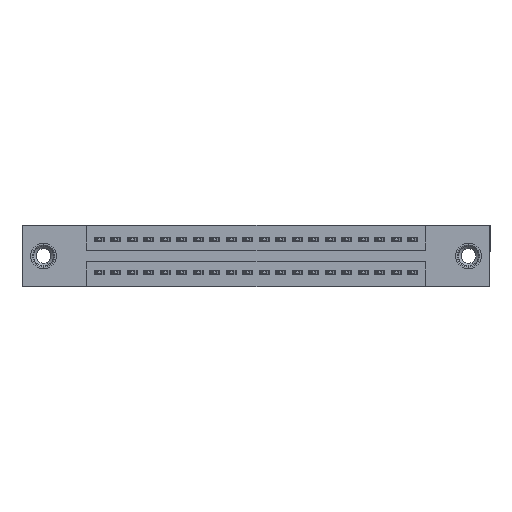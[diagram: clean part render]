
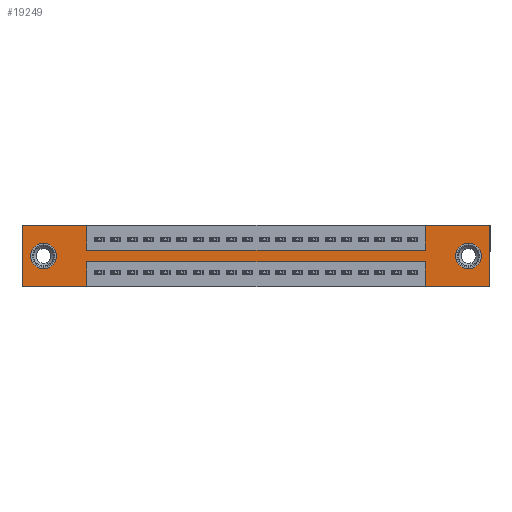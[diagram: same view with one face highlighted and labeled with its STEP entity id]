
A CAD part, front view. The second image highlights one B-rep face of the part: STEP entity #19249.
In plain terms, the highlighted planar face has unit normal (0, -1, 0).
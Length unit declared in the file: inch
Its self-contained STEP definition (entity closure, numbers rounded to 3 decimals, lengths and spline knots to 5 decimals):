
#34 = VECTOR ( 'NONE', #4085, 39.37008 ) ;
#88 = CARTESIAN_POINT ( 'NONE',  ( 0.3925, 0., -0.15 ) ) ;
#135 = AXIS2_PLACEMENT_3D ( 'NONE', #689, #12162, #2401 ) ;
#225 = ORIENTED_EDGE ( 'NONE', *, *, #8156, .T. ) ;
#301 = VERTEX_POINT ( 'NONE', #10079 ) ;
#637 = ORIENTED_EDGE ( 'NONE', *, *, #12362, .F. ) ;
#689 = CARTESIAN_POINT ( 'NONE',  ( 2.705, 0., -0.185 ) ) ;
#695 = VERTEX_POINT ( 'NONE', #4827 ) ;
#719 = ORIENTED_EDGE ( 'NONE', *, *, #2443, .F. ) ;
#750 = EDGE_CURVE ( 'NONE', #7896, #4385, #3496, .T. ) ;
#912 = ORIENTED_EDGE ( 'NONE', *, *, #750, .F. ) ;
#975 = ORIENTED_EDGE ( 'NONE', *, *, #6157, .F. ) ;
#1256 = VERTEX_POINT ( 'NONE', #2269 ) ;
#1267 = EDGE_CURVE ( 'NONE', #19114, #17678, #6892, .T. ) ;
#1677 = ORIENTED_EDGE ( 'NONE', *, *, #13580, .F. ) ;
#1780 = ORIENTED_EDGE ( 'NONE', *, *, #12469, .F. ) ;
#1809 = ORIENTED_EDGE ( 'NONE', *, *, #2468, .F. ) ;
#1903 = EDGE_CURVE ( 'NONE', #2730, #301, #20143, .T. ) ;
#1947 = DIRECTION ( 'NONE',  ( 0., 0., -1. ) ) ;
#1955 = ORIENTED_EDGE ( 'NONE', *, *, #10077, .T. ) ;
#2009 = ORIENTED_EDGE ( 'NONE', *, *, #1903, .F. ) ;
#2152 = VERTEX_POINT ( 'NONE', #11332 ) ;
#2155 = VECTOR ( 'NONE', #7007, 39.37008 ) ;
#2186 = VECTOR ( 'NONE', #10654, 39.37008 ) ;
#2197 = DIRECTION ( 'NONE',  ( 1., 0., 0. ) ) ;
#2269 = CARTESIAN_POINT ( 'NONE',  ( 0., 0., -0.37 ) ) ;
#2368 = ORIENTED_EDGE ( 'NONE', *, *, #4762, .F. ) ;
#2401 = DIRECTION ( 'NONE',  ( 0., 0., -1. ) ) ;
#2403 = ORIENTED_EDGE ( 'NONE', *, *, #1267, .F. ) ;
#2420 = CARTESIAN_POINT ( 'NONE',  ( 0., 0., 0. ) ) ;
#2443 = EDGE_CURVE ( 'NONE', #4385, #3287, #3702, .T. ) ;
#2468 = EDGE_CURVE ( 'NONE', #301, #4261, #2622, .T. ) ;
#2500 = CARTESIAN_POINT ( 'NONE',  ( 2.4425, 0., -0.37 ) ) ;
#2622 = LINE ( 'NONE', #6573, #6580 ) ;
#2730 = VERTEX_POINT ( 'NONE', #88 ) ;
#2754 = ORIENTED_EDGE ( 'NONE', *, *, #17508, .T. ) ;
#3159 = CARTESIAN_POINT ( 'NONE',  ( 0.13, 0., -0.185 ) ) ;
#3187 = VECTOR ( 'NONE', #15176, 39.37008 ) ;
#3287 = VERTEX_POINT ( 'NONE', #14504 ) ;
#3375 = ORIENTED_EDGE ( 'NONE', *, *, #16177, .F. ) ;
#3496 = LINE ( 'NONE', #4016, #34 ) ;
#3611 = ORIENTED_EDGE ( 'NONE', *, *, #5936, .F. ) ;
#3702 = LINE ( 'NONE', #6784, #19645 ) ;
#3780 = VECTOR ( 'NONE', #9172, 39.37008 ) ;
#3813 = CARTESIAN_POINT ( 'NONE',  ( 0.3925, 0., -0.37 ) ) ;
#3857 = EDGE_LOOP ( 'NONE', ( #637, #719, #912, #975, #1677, #1780, #1809, #2009, #2368, #2403, #3375, #3611 ) ) ;
#4016 = CARTESIAN_POINT ( 'NONE',  ( 2.4425, 0., -0.37 ) ) ;
#4038 = VECTOR ( 'NONE', #19077, 39.37008 ) ;
#4085 = DIRECTION ( 'NONE',  ( 0., 0., 1. ) ) ;
#4245 = CARTESIAN_POINT ( 'NONE',  ( 0.3925, 0., 0. ) ) ;
#4261 = VERTEX_POINT ( 'NONE', #5815 ) ;
#4385 = VERTEX_POINT ( 'NONE', #7772 ) ;
#4540 = CARTESIAN_POINT ( 'NONE',  ( 0.13, 0., -0.185 ) ) ;
#4762 = EDGE_CURVE ( 'NONE', #17678, #2730, #8994, .T. ) ;
#4827 = CARTESIAN_POINT ( 'NONE',  ( 2.835, 0., 0. ) ) ;
#4847 = DIRECTION ( 'NONE',  ( 0., 0., 1. ) ) ;
#5498 = DIRECTION ( 'NONE',  ( 0., 1., 0. ) ) ;
#5706 = VERTEX_POINT ( 'NONE', #15469 ) ;
#5815 = CARTESIAN_POINT ( 'NONE',  ( 2.4425, 0., 0. ) ) ;
#5936 = EDGE_CURVE ( 'NONE', #6819, #1256, #16607, .T. ) ;
#6105 = LINE ( 'NONE', #18047, #2155 ) ;
#6157 = EDGE_CURVE ( 'NONE', #15983, #7896, #16344, .T. ) ;
#6226 = DIRECTION ( 'NONE',  ( 0., 0., 1. ) ) ;
#6367 = CARTESIAN_POINT ( 'NONE',  ( 0.3925, 0., -0.37 ) ) ;
#6485 = VERTEX_POINT ( 'NONE', #13563 ) ;
#6487 = FACE_BOUND ( 'NONE', #19076, .T. ) ;
#6573 = CARTESIAN_POINT ( 'NONE',  ( 2.4425, 0., 0. ) ) ;
#6580 = VECTOR ( 'NONE', #8611, 39.37008 ) ;
#6784 = CARTESIAN_POINT ( 'NONE',  ( 0.3925, 0., -0.22 ) ) ;
#6819 = VERTEX_POINT ( 'NONE', #6367 ) ;
#6859 = DIRECTION ( 'NONE',  ( -1., 0., 0. ) ) ;
#6892 = LINE ( 'NONE', #2420, #18964 ) ;
#7007 = DIRECTION ( 'NONE',  ( 0., 0., 1. ) ) ;
#7461 = PLANE ( 'NONE',  #16973 ) ;
#7564 = CARTESIAN_POINT ( 'NONE',  ( 0., 0., -0.37 ) ) ;
#7772 = CARTESIAN_POINT ( 'NONE',  ( 2.4425, 0., -0.22 ) ) ;
#7896 = VERTEX_POINT ( 'NONE', #2500 ) ;
#8123 = CARTESIAN_POINT ( 'NONE',  ( 0., 0., -0.37 ) ) ;
#8156 = EDGE_CURVE ( 'NONE', #17935, #6485, #10353, .T. ) ;
#8211 = VECTOR ( 'NONE', #11895, 39.37008 ) ;
#8611 = DIRECTION ( 'NONE',  ( 0., 0., 1. ) ) ;
#8897 = DIRECTION ( 'NONE',  ( 0., 0., -1. ) ) ;
#8994 = LINE ( 'NONE', #10166, #12682 ) ;
#9065 = DIRECTION ( 'NONE',  ( 0., -1., 0. ) ) ;
#9069 = AXIS2_PLACEMENT_3D ( 'NONE', #4540, #15766, #6226 ) ;
#9172 = DIRECTION ( 'NONE',  ( -1., 0., 0. ) ) ;
#9201 = LINE ( 'NONE', #3813, #8211 ) ;
#10077 = EDGE_CURVE ( 'NONE', #6485, #17935, #14981, .T. ) ;
#10079 = CARTESIAN_POINT ( 'NONE',  ( 2.4425, 0., -0.15 ) ) ;
#10118 = VECTOR ( 'NONE', #8897, 39.37008 ) ;
#10166 = CARTESIAN_POINT ( 'NONE',  ( 0.3925, 0., 0. ) ) ;
#10237 = FACE_OUTER_BOUND ( 'NONE', #3857, .T. ) ;
#10353 = CIRCLE ( 'NONE', #15661, 0.078 ) ;
#10398 = CARTESIAN_POINT ( 'NONE',  ( 2.835, 0., 0. ) ) ;
#10416 = LINE ( 'NONE', #18467, #2186 ) ;
#10496 = ORIENTED_EDGE ( 'NONE', *, *, #12445, .T. ) ;
#10654 = DIRECTION ( 'NONE',  ( 1., 0., 0. ) ) ;
#11332 = CARTESIAN_POINT ( 'NONE',  ( 2.705, 0., -0.263 ) ) ;
#11892 = CARTESIAN_POINT ( 'NONE',  ( 0., 0., 0. ) ) ;
#11895 = DIRECTION ( 'NONE',  ( 0., 0., -1. ) ) ;
#12162 = DIRECTION ( 'NONE',  ( 0., 1., 0. ) ) ;
#12362 = EDGE_CURVE ( 'NONE', #3287, #6819, #9201, .T. ) ;
#12445 = EDGE_CURVE ( 'NONE', #5706, #2152, #15126, .T. ) ;
#12469 = EDGE_CURVE ( 'NONE', #4261, #695, #10416, .T. ) ;
#12682 = VECTOR ( 'NONE', #1947, 39.37008 ) ;
#13563 = CARTESIAN_POINT ( 'NONE',  ( 0.13, 0., -0.107 ) ) ;
#13580 = EDGE_CURVE ( 'NONE', #695, #15983, #14324, .T. ) ;
#13739 = CARTESIAN_POINT ( 'NONE',  ( 0.13, 0., -0.263 ) ) ;
#13759 = CARTESIAN_POINT ( 'NONE',  ( 0., 0., -0.37 ) ) ;
#14324 = LINE ( 'NONE', #10398, #10118 ) ;
#14468 = DIRECTION ( 'NONE',  ( 0., 1., 0. ) ) ;
#14504 = CARTESIAN_POINT ( 'NONE',  ( 0.3925, 0., -0.22 ) ) ;
#14981 = CIRCLE ( 'NONE', #9069, 0.078 ) ;
#15074 = CARTESIAN_POINT ( 'NONE',  ( 2.705, 0., -0.185 ) ) ;
#15126 = CIRCLE ( 'NONE', #135, 0.078 ) ;
#15176 = DIRECTION ( 'NONE',  ( 1., 0., 0. ) ) ;
#15241 = EDGE_LOOP ( 'NONE', ( #1955, #225 ) ) ;
#15380 = CARTESIAN_POINT ( 'NONE',  ( 0.3925, 0., -0.15 ) ) ;
#15469 = CARTESIAN_POINT ( 'NONE',  ( 2.705, 0., -0.107 ) ) ;
#15661 = AXIS2_PLACEMENT_3D ( 'NONE', #3159, #14468, #4847 ) ;
#15766 = DIRECTION ( 'NONE',  ( 0., 1., 0. ) ) ;
#15983 = VERTEX_POINT ( 'NONE', #17506 ) ;
#16177 = EDGE_CURVE ( 'NONE', #1256, #19114, #6105, .T. ) ;
#16344 = LINE ( 'NONE', #8123, #4038 ) ;
#16607 = LINE ( 'NONE', #7564, #3780 ) ;
#16659 = DIRECTION ( 'NONE',  ( 0., 0., -1. ) ) ;
#16973 = AXIS2_PLACEMENT_3D ( 'NONE', #13759, #9065, #20009 ) ;
#17506 = CARTESIAN_POINT ( 'NONE',  ( 2.835, 0., -0.37 ) ) ;
#17508 = EDGE_CURVE ( 'NONE', #2152, #5706, #18673, .T. ) ;
#17678 = VERTEX_POINT ( 'NONE', #4245 ) ;
#17935 = VERTEX_POINT ( 'NONE', #13739 ) ;
#18047 = CARTESIAN_POINT ( 'NONE',  ( 0., 0., 0. ) ) ;
#18249 = AXIS2_PLACEMENT_3D ( 'NONE', #15074, #5498, #16659 ) ;
#18467 = CARTESIAN_POINT ( 'NONE',  ( 0., 0., 0. ) ) ;
#18591 = FACE_BOUND ( 'NONE', #15241, .T. ) ;
#18673 = CIRCLE ( 'NONE', #18249, 0.078 ) ;
#18964 = VECTOR ( 'NONE', #2197, 39.37008 ) ;
#19076 = EDGE_LOOP ( 'NONE', ( #10496, #2754 ) ) ;
#19077 = DIRECTION ( 'NONE',  ( -1., 0., 0. ) ) ;
#19114 = VERTEX_POINT ( 'NONE', #11892 ) ;
#19249 = ADVANCED_FACE ( 'NONE', ( #6487, #18591, #10237 ), #7461, .T. ) ;
#19645 = VECTOR ( 'NONE', #6859, 39.37008 ) ;
#20009 = DIRECTION ( 'NONE',  ( 0., 0., -1. ) ) ;
#20143 = LINE ( 'NONE', #15380, #3187 ) ;
